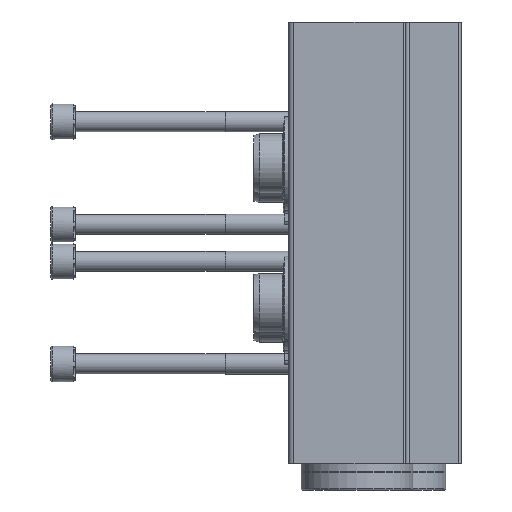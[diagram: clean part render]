
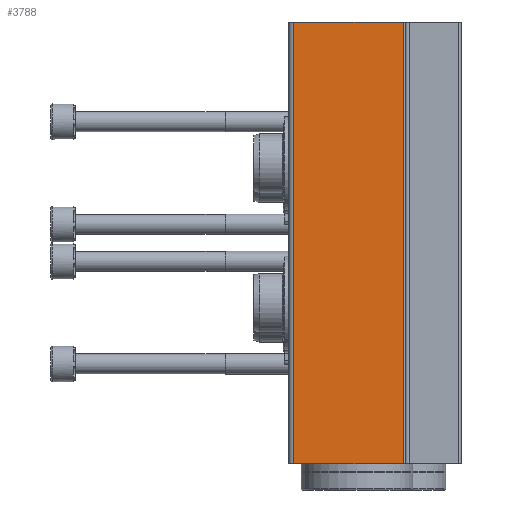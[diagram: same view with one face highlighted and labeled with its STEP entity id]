
A CAD part, left-side view. The second image highlights one B-rep face of the part: STEP entity #3788.
In plain terms, the highlighted planar face has unit normal (-1, 0, 0).
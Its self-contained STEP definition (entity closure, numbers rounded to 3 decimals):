
#111=PLANE('',#4088);
#482=ORIENTED_EDGE('',*,*,#1524,.F.);
#483=ORIENTED_EDGE('',*,*,#1523,.F.);
#484=ORIENTED_EDGE('',*,*,#1525,.T.);
#485=ORIENTED_EDGE('',*,*,#1526,.T.);
#1523=EDGE_CURVE('',#2044,#2042,#2417,.T.);
#1524=EDGE_CURVE('',#2042,#2045,#2418,.T.);
#1525=EDGE_CURVE('',#2044,#2046,#2419,.T.);
#1526=EDGE_CURVE('',#2046,#2045,#2420,.T.);
#2042=VERTEX_POINT('',#5901);
#2044=VERTEX_POINT('',#5905);
#2045=VERTEX_POINT('',#5909);
#2046=VERTEX_POINT('',#5911);
#2417=LINE('',#5906,#2693);
#2418=LINE('',#5908,#2694);
#2419=LINE('',#5910,#2695);
#2420=LINE('',#5912,#2696);
#2693=VECTOR('',#4584,1000.);
#2694=VECTOR('',#4587,1000.);
#2695=VECTOR('',#4588,1000.);
#2696=VECTOR('',#4589,1000.);
#2975=EDGE_LOOP('',(#482,#483,#484,#485));
#3337=FACE_BOUND('',#2975,.T.);
#3788=ADVANCED_FACE('',(#3337),#111,.T.);
#4088=AXIS2_PLACEMENT_3D('',#5907,#4585,#4586);
#4584=DIRECTION('',(0.,0.,1.));
#4585=DIRECTION('',(-1.,0.,0.));
#4586=DIRECTION('',(0.,0.,1.));
#4587=DIRECTION('',(0.,-1.,0.));
#4588=DIRECTION('',(0.,-1.,0.));
#4589=DIRECTION('',(0.,0.,1.));
#5901=CARTESIAN_POINT('',(-40.25,33.,0.));
#5905=CARTESIAN_POINT('',(-40.25,33.,-87.));
#5906=CARTESIAN_POINT('',(-40.25,33.,-87.));
#5907=CARTESIAN_POINT('',(-40.25,33.,-87.));
#5908=CARTESIAN_POINT('',(-40.25,33.,0.));
#5909=CARTESIAN_POINT('',(-40.25,11.372,0.));
#5910=CARTESIAN_POINT('',(-40.25,33.,-87.));
#5911=CARTESIAN_POINT('',(-40.25,11.372,-87.));
#5912=CARTESIAN_POINT('',(-40.25,11.372,-87.));
